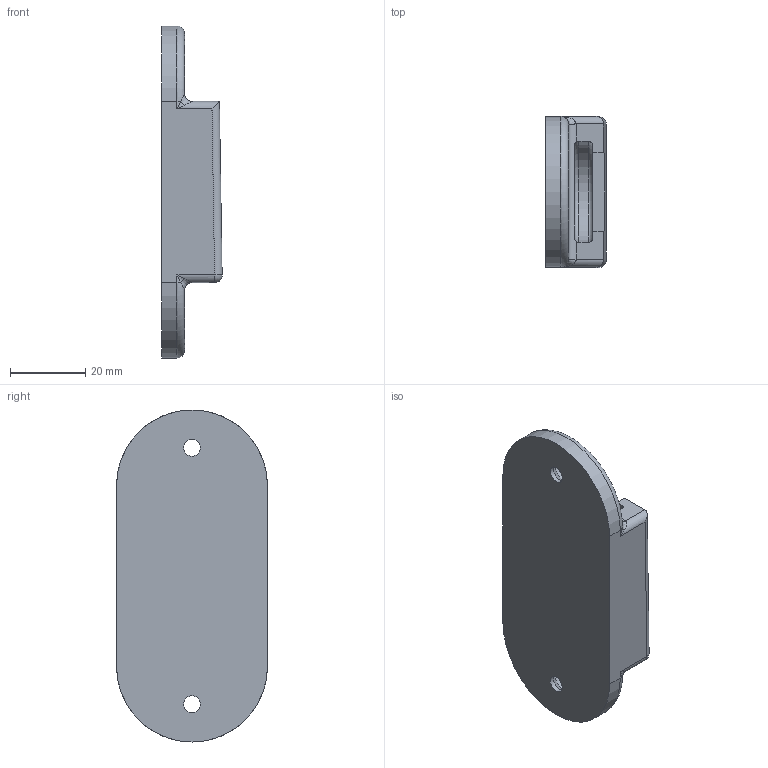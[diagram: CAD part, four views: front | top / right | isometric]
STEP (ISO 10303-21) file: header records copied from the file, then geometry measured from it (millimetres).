
FILE_DESCRIPTION(/* description */ (''),/* implementation_level */ '2;1');
FILE_NAME(/* name */ 'FillerWallMount.step',/* time_stamp */ '2019-03-20T21:12:39+01:00',/* author */ ('Hugo.Groeneveld'),/* organization */ (''),/* preprocessor_version */ 'ST-DEVELOPER v17.2',/* originating_system */ 'Autodesk Translation Framework v7.6.0.251',/* authorisation */ '');
FILE_SCHEMA (('AUTOMOTIVE_DESIGN { 1 0 10303 214 3 1 1 }'));
Length unit declared in the file: millimetre
Products named in the file (1): FillerWallMount
Bounding box: 15.97 x 40 x 88 mm (x, y, z)
Volume: 30810.5 mm3; surface area: 10384.5 mm2
Topology: 1 solids, 1 shells, 62 faces, 150 edges, 86 vertices
Faces by surface type: cylinder 24, plane 16, bspline 12, torus 6, cone 2, sphere 2
Full cylindrical faces by diameter (mm): 4.5 x2, 10 x2
Entity records: 2059 total; most frequent: CARTESIAN_POINT 625, DIRECTION 296, ORIENTED_EDGE 292, EDGE_CURVE 146, AXIS2_PLACEMENT_3D 117, VERTEX_POINT 86, EDGE_LOOP 66, LINE 62
